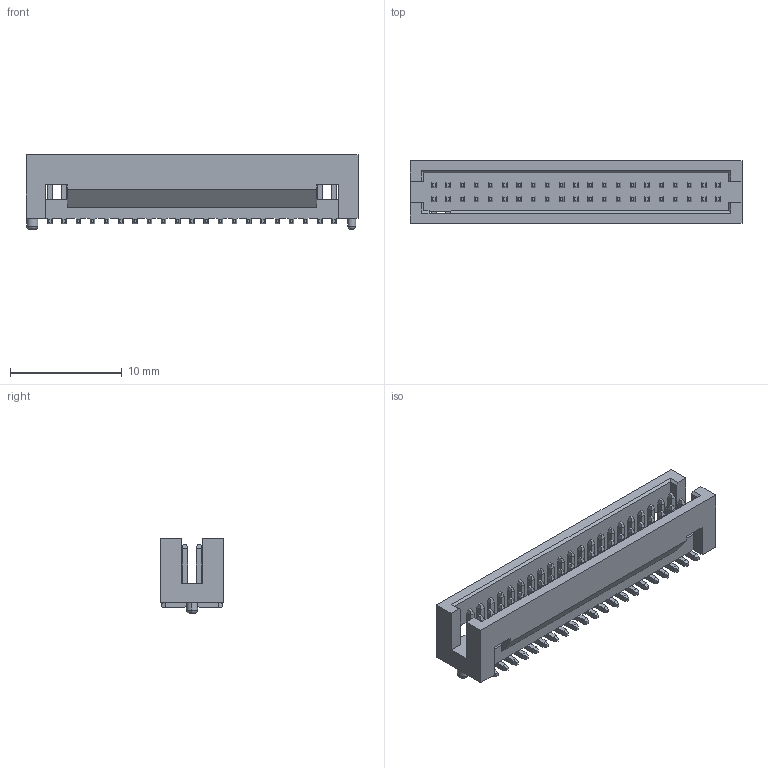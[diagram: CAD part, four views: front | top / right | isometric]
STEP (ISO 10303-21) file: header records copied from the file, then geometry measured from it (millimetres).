
FILE_DESCRIPTION (( 'STEP AP214' ), '1' );
FILE_NAME ('FBH12707-D40S1004K6M-REF.STEP', '2025-06-30T06:12:42', ( '' ), ( '' ), 'SwSTEP 2.0', 'SolidWorks 2021', '' );
FILE_SCHEMA (( 'AUTOMOTIVE_DESIGN' ));
Length unit declared in the file: millimetre
Products named in the file (1): FBH12707-D40S1004K6M-REF
Bounding box: 29.67 x 5.6 x 6.7 mm (x, y, z)
Volume: 488.4 mm3; surface area: 1311.6 mm2
Topology: 1 solids, 1 shells, 893 faces, 2085 edges, 1230 vertices
Faces by surface type: plane 843, cylinder 46, torus 4
Entity records: 24471 total; most frequent: CARTESIAN_POINT 4335, ORIENTED_EDGE 4170, DIRECTION 3931, EDGE_CURVE 2085, VECTOR 1943, LINE 1943, VERTEX_POINT 1230, AXIS2_PLACEMENT_3D 994
